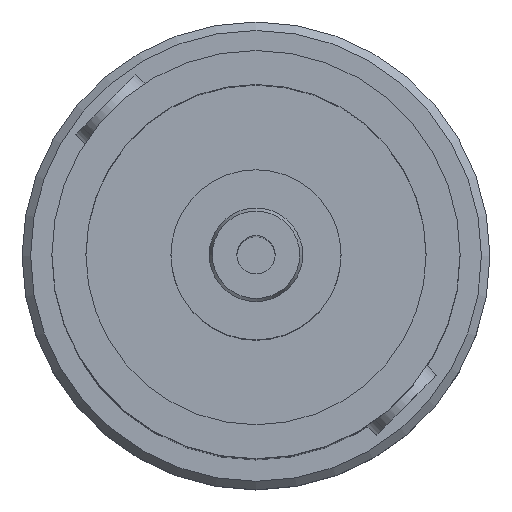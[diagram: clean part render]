
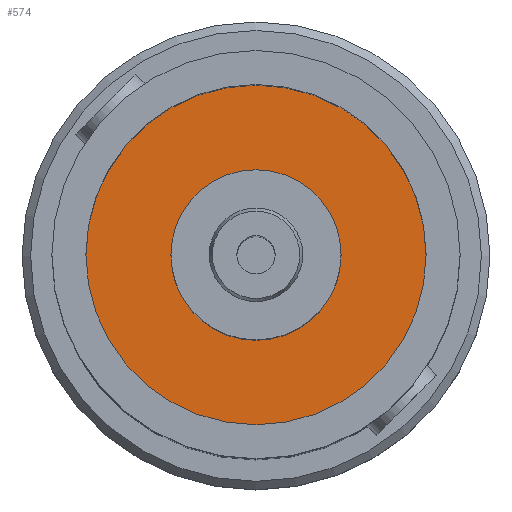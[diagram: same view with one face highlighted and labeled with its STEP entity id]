
A CAD part, top view. The second image highlights one B-rep face of the part: STEP entity #574.
In plain terms, the highlighted planar face has unit normal (0, 0, 1).
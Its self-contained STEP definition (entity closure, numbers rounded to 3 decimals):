
#53=FACE_BOUND('',#179,.T.);
#72=PLANE('',#679);
#125=FACE_OUTER_BOUND('',#178,.T.);
#178=EDGE_LOOP('',(#485));
#179=EDGE_LOOP('',(#486));
#276=CIRCLE('',#678,4.);
#277=CIRCLE('',#680,2.);
#322=VERTEX_POINT('',#1103);
#323=VERTEX_POINT('',#1107);
#380=EDGE_CURVE('',#322,#322,#276,.T.);
#381=EDGE_CURVE('',#323,#323,#277,.T.);
#485=ORIENTED_EDGE('',*,*,#380,.T.);
#486=ORIENTED_EDGE('',*,*,#381,.F.);
#574=ADVANCED_FACE('',(#125,#53),#72,.T.);
#678=AXIS2_PLACEMENT_3D('',#1105,#828,#829);
#679=AXIS2_PLACEMENT_3D('',#1106,#830,#831);
#680=AXIS2_PLACEMENT_3D('',#1108,#832,#833);
#828=DIRECTION('center_axis',(0.,0.,1.));
#829=DIRECTION('ref_axis',(1.,0.,0.));
#830=DIRECTION('center_axis',(0.,0.,1.));
#831=DIRECTION('ref_axis',(1.,0.,0.));
#832=DIRECTION('center_axis',(0.,0.,1.));
#833=DIRECTION('ref_axis',(1.,0.,0.));
#1103=CARTESIAN_POINT('',(-4.,0.,11.));
#1105=CARTESIAN_POINT('Origin',(0.,0.,11.));
#1106=CARTESIAN_POINT('Origin',(2.,0.,11.));
#1107=CARTESIAN_POINT('',(-2.,0.,11.));
#1108=CARTESIAN_POINT('Origin',(0.,0.,11.));
